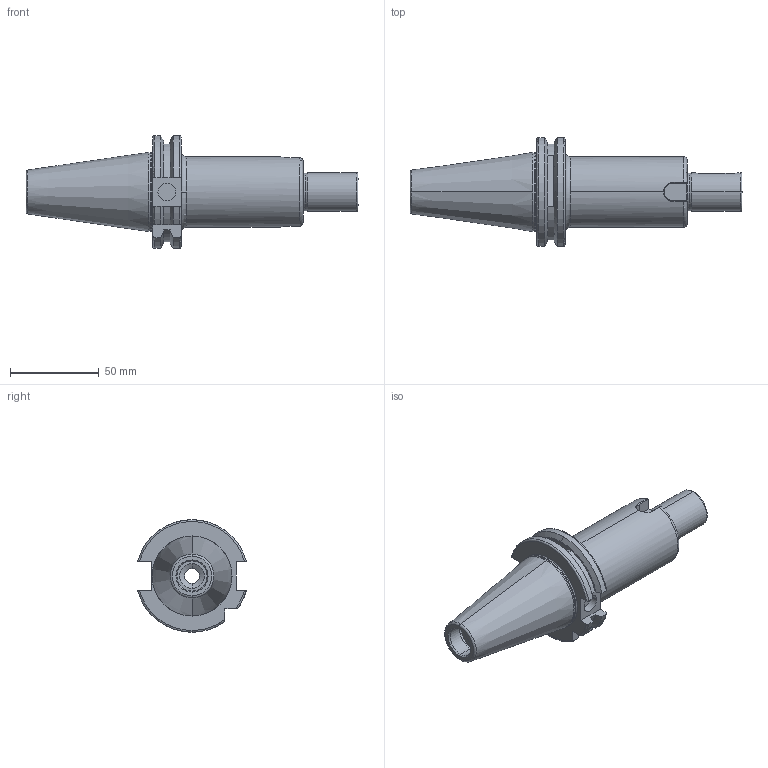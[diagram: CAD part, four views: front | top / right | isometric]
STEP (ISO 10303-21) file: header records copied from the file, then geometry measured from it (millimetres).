
FILE_DESCRIPTION (( 'STEP AP214' ), '1' );
FILE_NAME ('91406-KD122100.STEP', '2020-09-16T04:32:42', ( '' ), ( '' ), 'SwSTEP 2.0', 'SolidWorks 2018', '' );
FILE_SCHEMA (( 'AUTOMOTIVE_DESIGN' ));
Length unit declared in the file: millimetre
Products named in the file (1): 91406-KD122100
Bounding box: 187.4 x 61.48 x 63.55 mm (x, y, z)
Volume: 193161.1 mm3; surface area: 33835.9 mm2
Topology: 1 solids, 1 shells, 138 faces, 336 edges, 207 vertices
Faces by surface type: plane 47, cylinder 37, torus 26, cone 20, bspline 8
Entity records: 5067 total; most frequent: CARTESIAN_POINT 1401, ORIENTED_EDGE 672, DIRECTION 667, EDGE_CURVE 336, AXIS2_PLACEMENT_3D 267, VERTEX_POINT 207, EDGE_LOOP 147, ADVANCED_FACE 138
